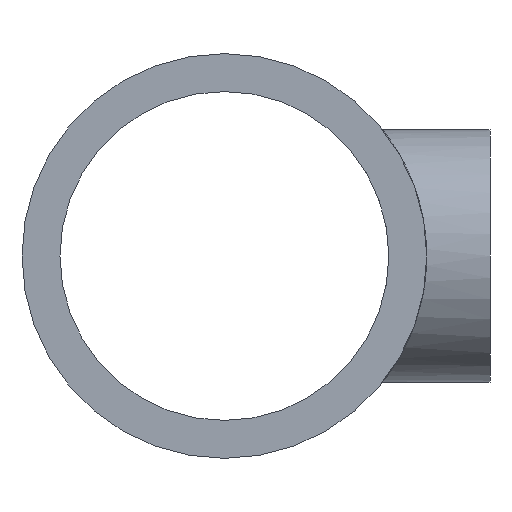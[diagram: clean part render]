
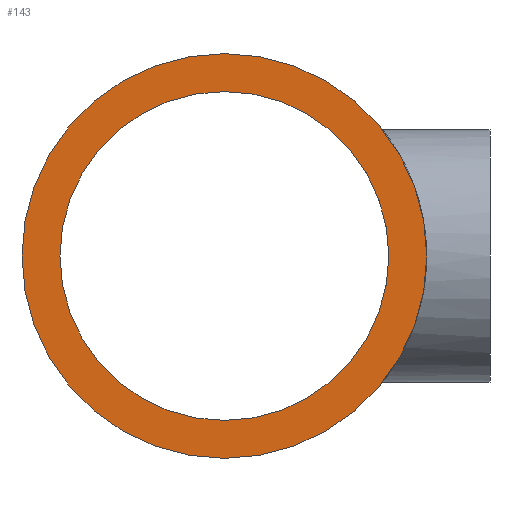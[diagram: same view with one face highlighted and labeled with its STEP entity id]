
A CAD part, left-side view. The second image highlights one B-rep face of the part: STEP entity #143.
In plain terms, the highlighted planar face has unit normal (-1, 0, 0).
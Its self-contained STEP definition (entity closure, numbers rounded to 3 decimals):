
#17 = CIRCLE ( 'NONE', #324, 8. ) ;
#19 = VERTEX_POINT ( 'NONE', #450 ) ;
#28 = AXIS2_PLACEMENT_3D ( 'NONE', #518, #367, #117 ) ;
#42 = FACE_BOUND ( 'NONE', #281, .T. ) ;
#47 = EDGE_CURVE ( 'NONE', #19, #226, #400, .T. ) ;
#49 = CARTESIAN_POINT ( 'NONE',  ( -35., 10.5, 0. ) ) ;
#63 = ORIENTED_EDGE ( 'NONE', *, *, #47, .F. ) ;
#84 = FACE_OUTER_BOUND ( 'NONE', #195, .T. ) ;
#96 = ORIENTED_EDGE ( 'NONE', *, *, #310, .F. ) ;
#98 = DIRECTION ( 'NONE',  ( 0., 0., -1. ) ) ;
#111 = DIRECTION ( 'NONE',  ( 0., 0., -1. ) ) ;
#117 = DIRECTION ( 'NONE',  ( 0., 0., -1. ) ) ;
#143 = ADVANCED_FACE ( 'NONE', ( #42, #84 ), #491, .F. ) ;
#158 = AXIS2_PLACEMENT_3D ( 'NONE', #49, #416, #333 ) ;
#166 = DIRECTION ( 'NONE',  ( 1., 0., 0. ) ) ;
#167 = EDGE_CURVE ( 'NONE', #315, #402, #409, .T. ) ;
#195 = EDGE_LOOP ( 'NONE', ( #96, #63 ) ) ;
#198 = CARTESIAN_POINT ( 'NONE',  ( -35., 10.5, 0. ) ) ;
#226 = VERTEX_POINT ( 'NONE', #509 ) ;
#262 = AXIS2_PLACEMENT_3D ( 'NONE', #294, #166, #292 ) ;
#281 = EDGE_LOOP ( 'NONE', ( #391, #405 ) ) ;
#292 = DIRECTION ( 'NONE',  ( 0., 0., -1. ) ) ;
#294 = CARTESIAN_POINT ( 'NONE',  ( -35., 10.5, 0. ) ) ;
#303 = DIRECTION ( 'NONE',  ( 1., 0., 0. ) ) ;
#310 = EDGE_CURVE ( 'NONE', #226, #19, #17, .T. ) ;
#315 = VERTEX_POINT ( 'NONE', #511 ) ;
#324 = AXIS2_PLACEMENT_3D ( 'NONE', #353, #303, #98 ) ;
#333 = DIRECTION ( 'NONE',  ( 0., 0., -1. ) ) ;
#337 = CIRCLE ( 'NONE', #428, 6.5 ) ;
#353 = CARTESIAN_POINT ( 'NONE',  ( -35., 10.5, 0. ) ) ;
#367 = DIRECTION ( 'NONE',  ( 1., 0., 0. ) ) ;
#391 = ORIENTED_EDGE ( 'NONE', *, *, #167, .T. ) ;
#400 = CIRCLE ( 'NONE', #28, 8. ) ;
#401 = CARTESIAN_POINT ( 'NONE',  ( -35., 10.5, 6.5 ) ) ;
#402 = VERTEX_POINT ( 'NONE', #401 ) ;
#405 = ORIENTED_EDGE ( 'NONE', *, *, #406, .T. ) ;
#406 = EDGE_CURVE ( 'NONE', #402, #315, #337, .T. ) ;
#409 = CIRCLE ( 'NONE', #262, 6.5 ) ;
#416 = DIRECTION ( 'NONE',  ( 1., 0., 0. ) ) ;
#428 = AXIS2_PLACEMENT_3D ( 'NONE', #198, #484, #111 ) ;
#450 = CARTESIAN_POINT ( 'NONE',  ( -35., 10.5, 8. ) ) ;
#484 = DIRECTION ( 'NONE',  ( 1., 0., 0. ) ) ;
#491 = PLANE ( 'NONE',  #158 ) ;
#509 = CARTESIAN_POINT ( 'NONE',  ( -35., 10.5, -8. ) ) ;
#511 = CARTESIAN_POINT ( 'NONE',  ( -35., 10.5, -6.5 ) ) ;
#518 = CARTESIAN_POINT ( 'NONE',  ( -35., 10.5, 0. ) ) ;
